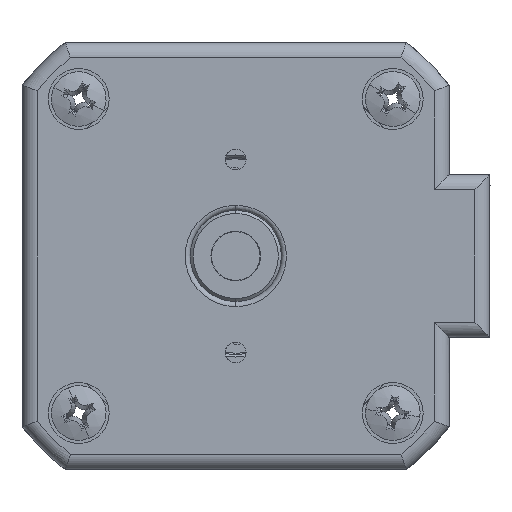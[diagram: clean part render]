
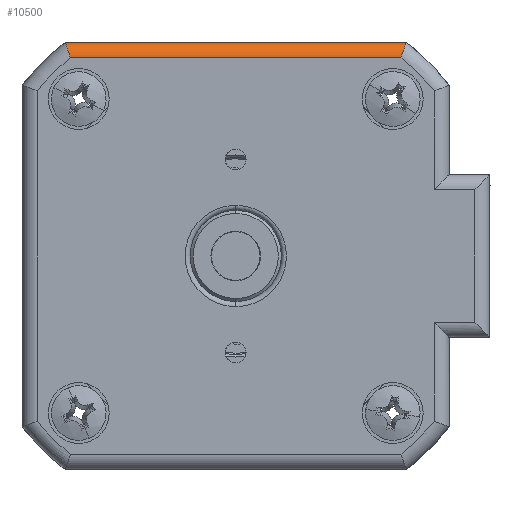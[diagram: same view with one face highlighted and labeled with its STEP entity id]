
A CAD part, front view. The second image highlights one B-rep face of the part: STEP entity #10500.
In plain terms, the highlighted cylindrical face has radius 1.5 mm (diameter 3 mm), a partial arc.
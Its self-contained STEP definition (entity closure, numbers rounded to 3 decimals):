
#22 = CARTESIAN_POINT ( 'NONE',  ( -21.345, -21.17, 37.143 ) ) ;
#128 = DIRECTION ( 'NONE',  ( -1., 0., 0. ) ) ;
#130 = B_SPLINE_CURVE_WITH_KNOTS ( 'NONE', 3,
 ( #1254, #8825, #10490, #2103, #8015, #2943, #8868, #3788, #9724, #4644, #10565, #5508 ),
 .UNSPECIFIED., .F., .F.,
 ( 4, 2, 2, 2, 2, 4 ),
 ( 0., 0.001, 0.001, 0.002, 0.002, 0.002 ),
 .UNSPECIFIED. ) ;
#217 = VECTOR ( 'NONE', #6546, 1000. ) ;
#529 = FACE_OUTER_BOUND ( 'NONE', #8619, .T. ) ;
#844 = CARTESIAN_POINT ( 'NONE',  ( -21.485, -20.731, 37.539 ) ) ;
#1033 = CARTESIAN_POINT ( 'NONE',  ( -21.021, -21.457, 36.238 ) ) ;
#1095 = LINE ( 'NONE', #5181, #10082 ) ;
#1254 = CARTESIAN_POINT ( 'NONE',  ( 11.604, -21.457, 36.238 ) ) ;
#1711 = CARTESIAN_POINT ( 'NONE',  ( -21.537, -20.357, 37.687 ) ) ;
#2103 = CARTESIAN_POINT ( 'NONE',  ( 11.868, -21.277, 36.976 ) ) ;
#2554 = CARTESIAN_POINT ( 'NONE',  ( -21.555, -20.059, 37.738 ) ) ;
#2943 = CARTESIAN_POINT ( 'NONE',  ( 12.027, -20.898, 37.423 ) ) ;
#3554 = CARTESIAN_POINT ( 'NONE',  ( 12.137, -19.957, 37.738 ) ) ;
#3632 = EDGE_CURVE ( 'NONE', #9518, #7751, #130, .T. ) ;
#3788 = CARTESIAN_POINT ( 'NONE',  ( 12.109, -20.454, 37.657 ) ) ;
#4258 = EDGE_CURVE ( 'NONE', #9518, #8578, #1095, .T. ) ;
#4277 = CARTESIAN_POINT ( 'NONE',  ( -21.555, -19.957, 37.738 ) ) ;
#4644 = CARTESIAN_POINT ( 'NONE',  ( 12.134, -20.16, 37.728 ) ) ;
#4750 = CYLINDRICAL_SURFACE ( 'NONE', #8134, 1.5 ) ;
#5066 = CARTESIAN_POINT ( 'NONE',  ( -21.286, -21.277, 36.976 ) ) ;
#5181 = CARTESIAN_POINT ( 'NONE',  ( -4.709, -21.457, 36.238 ) ) ;
#5508 = CARTESIAN_POINT ( 'NONE',  ( 12.137, -19.957, 37.738 ) ) ;
#5670 = ORIENTED_EDGE ( 'NONE', *, *, #4258, .F. ) ;
#5682 = ORIENTED_EDGE ( 'NONE', *, *, #8376, .F. ) ;
#5694 = CARTESIAN_POINT ( 'NONE',  ( -21.555, -19.957, 37.738 ) ) ;
#5922 = CARTESIAN_POINT ( 'NONE',  ( -21.444, -20.898, 37.423 ) ) ;
#6295 = CARTESIAN_POINT ( 'NONE',  ( 11.604, -21.457, 36.238 ) ) ;
#6525 = DIRECTION ( 'NONE',  ( 1., 0., 0. ) ) ;
#6546 = DIRECTION ( 'NONE',  ( 1., 0., 0. ) ) ;
#6580 = B_SPLINE_CURVE_WITH_KNOTS ( 'NONE', 3,
 ( #8432, #7590, #10138, #5066, #22, #5922, #844, #6780, #1711, #7630, #2554, #8477 ),
 .UNSPECIFIED., .F., .F.,
 ( 4, 2, 2, 2, 2, 4 ),
 ( 0., 0.001, 0.001, 0.002, 0.002, 0.002 ),
 .UNSPECIFIED. ) ;
#6587 = ORIENTED_EDGE ( 'NONE', *, *, #9889, .F. ) ;
#6780 = CARTESIAN_POINT ( 'NONE',  ( -21.526, -20.454, 37.657 ) ) ;
#6959 = LINE ( 'NONE', #5694, #217 ) ;
#7590 = CARTESIAN_POINT ( 'NONE',  ( -21.09, -21.457, 36.428 ) ) ;
#7630 = CARTESIAN_POINT ( 'NONE',  ( -21.551, -20.16, 37.728 ) ) ;
#7751 = VERTEX_POINT ( 'NONE', #3554 ) ;
#8015 = CARTESIAN_POINT ( 'NONE',  ( 11.928, -21.17, 37.143 ) ) ;
#8134 = AXIS2_PLACEMENT_3D ( 'NONE', #9058, #6525, #8213 ) ;
#8213 = DIRECTION ( 'NONE',  ( 0., 0., -1. ) ) ;
#8230 = VERTEX_POINT ( 'NONE', #4277 ) ;
#8376 = EDGE_CURVE ( 'NONE', #8230, #7751, #6959, .T. ) ;
#8432 = CARTESIAN_POINT ( 'NONE',  ( -21.021, -21.457, 36.238 ) ) ;
#8477 = CARTESIAN_POINT ( 'NONE',  ( -21.555, -19.957, 37.738 ) ) ;
#8578 = VERTEX_POINT ( 'NONE', #1033 ) ;
#8616 = ORIENTED_EDGE ( 'NONE', *, *, #3632, .T. ) ;
#8619 = EDGE_LOOP ( 'NONE', ( #8616, #5682, #6587, #5670 ) ) ;
#8825 = CARTESIAN_POINT ( 'NONE',  ( 11.672, -21.457, 36.428 ) ) ;
#8868 = CARTESIAN_POINT ( 'NONE',  ( 12.067, -20.731, 37.539 ) ) ;
#9058 = CARTESIAN_POINT ( 'NONE',  ( -21.555, -19.957, 36.238 ) ) ;
#9518 = VERTEX_POINT ( 'NONE', #6295 ) ;
#9724 = CARTESIAN_POINT ( 'NONE',  ( 12.12, -20.357, 37.687 ) ) ;
#9889 = EDGE_CURVE ( 'NONE', #8578, #8230, #6580, .T. ) ;
#10082 = VECTOR ( 'NONE', #128, 1000. ) ;
#10138 = CARTESIAN_POINT ( 'NONE',  ( -21.159, -21.42, 36.621 ) ) ;
#10490 = CARTESIAN_POINT ( 'NONE',  ( 11.741, -21.42, 36.621 ) ) ;
#10500 = ADVANCED_FACE ( 'NONE', ( #529 ), #4750, .T. ) ;
#10565 = CARTESIAN_POINT ( 'NONE',  ( 12.137, -20.059, 37.738 ) ) ;
